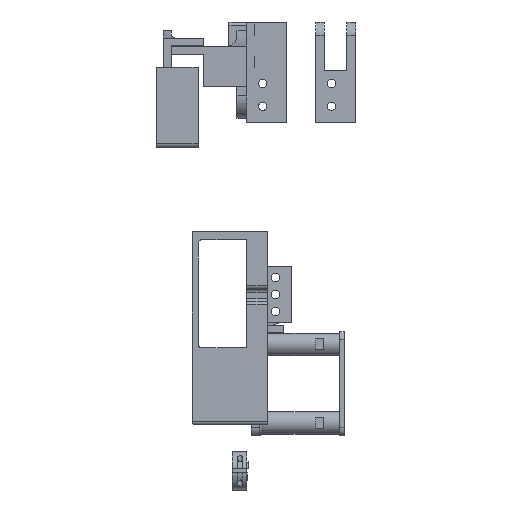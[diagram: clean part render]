
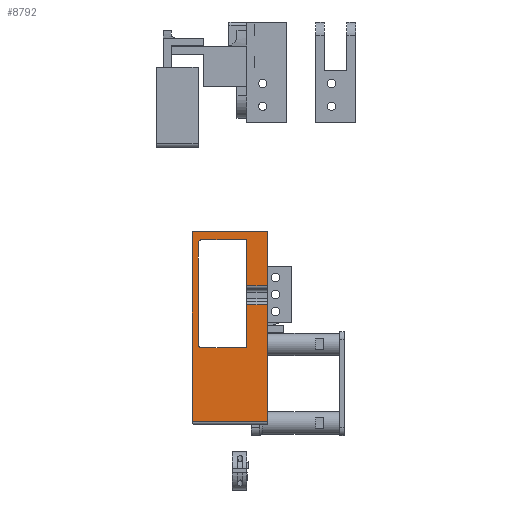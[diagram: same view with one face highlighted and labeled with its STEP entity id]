
A CAD part, left-side view. The second image highlights one B-rep face of the part: STEP entity #8792.
In plain terms, the highlighted planar face has unit normal (-1, 0, 0).
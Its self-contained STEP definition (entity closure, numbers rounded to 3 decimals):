
#387=PLANE('',#9441);
#679=FACE_OUTER_BOUND('',#1240,.T.);
#1240=EDGE_LOOP('',(#6590,#6591,#6592,#6593,#6594,#6595,#6596,#6597,#6598,
#6599,#6600,#6601,#6602,#6603));
#1960=LINE('',#13502,#2730);
#1964=LINE('',#13517,#2734);
#1981=LINE('',#13610,#2751);
#1983=LINE('',#13618,#2753);
#1984=LINE('',#13620,#2754);
#1985=LINE('',#13622,#2755);
#1986=LINE('',#13626,#2756);
#1987=LINE('',#13630,#2757);
#1988=LINE('',#13632,#2758);
#1989=LINE('',#13633,#2759);
#1990=LINE('',#13635,#2760);
#1991=LINE('',#13636,#2761);
#2730=VECTOR('',#10793,10.);
#2734=VECTOR('',#10805,10.);
#2751=VECTOR('',#10882,10.);
#2753=VECTOR('',#10892,10.);
#2754=VECTOR('',#10893,10.);
#2755=VECTOR('',#10894,10.);
#2756=VECTOR('',#10897,10.);
#2757=VECTOR('',#10900,10.);
#2758=VECTOR('',#10901,10.);
#2759=VECTOR('',#10902,10.);
#2760=VECTOR('',#10903,10.);
#2761=VECTOR('',#10904,10.);
#3452=CIRCLE('',#9442,2.);
#3453=CIRCLE('',#9443,2.);
#3991=VERTEX_POINT('',#13477);
#4002=VERTEX_POINT('',#13499);
#4003=VERTEX_POINT('',#13501);
#4010=VERTEX_POINT('',#13515);
#4056=VERTEX_POINT('',#13609);
#4058=VERTEX_POINT('',#13617);
#4059=VERTEX_POINT('',#13619);
#4060=VERTEX_POINT('',#13621);
#4061=VERTEX_POINT('',#13623);
#4062=VERTEX_POINT('',#13625);
#4063=VERTEX_POINT('',#13627);
#4064=VERTEX_POINT('',#13629);
#4065=VERTEX_POINT('',#13631);
#4066=VERTEX_POINT('',#13634);
#4953=EDGE_CURVE('',#4002,#4003,#1960,.T.);
#4961=EDGE_CURVE('',#4010,#3991,#1964,.T.);
#5007=EDGE_CURVE('',#3991,#4056,#1981,.T.);
#5011=EDGE_CURVE('',#4058,#4010,#1983,.T.);
#5012=EDGE_CURVE('',#4058,#4059,#1984,.T.);
#5013=EDGE_CURVE('',#4059,#4060,#1985,.T.);
#5014=EDGE_CURVE('',#4061,#4060,#3452,.T.);
#5015=EDGE_CURVE('',#4062,#4061,#1986,.T.);
#5016=EDGE_CURVE('',#4063,#4062,#3453,.T.);
#5017=EDGE_CURVE('',#4063,#4064,#1987,.T.);
#5018=EDGE_CURVE('',#4064,#4065,#1988,.T.);
#5019=EDGE_CURVE('',#4003,#4065,#1989,.T.);
#5020=EDGE_CURVE('',#4066,#4002,#1990,.T.);
#5021=EDGE_CURVE('',#4056,#4066,#1991,.T.);
#6590=ORIENTED_EDGE('',*,*,#5007,.F.);
#6591=ORIENTED_EDGE('',*,*,#4961,.F.);
#6592=ORIENTED_EDGE('',*,*,#5011,.F.);
#6593=ORIENTED_EDGE('',*,*,#5012,.T.);
#6594=ORIENTED_EDGE('',*,*,#5013,.T.);
#6595=ORIENTED_EDGE('',*,*,#5014,.F.);
#6596=ORIENTED_EDGE('',*,*,#5015,.F.);
#6597=ORIENTED_EDGE('',*,*,#5016,.F.);
#6598=ORIENTED_EDGE('',*,*,#5017,.T.);
#6599=ORIENTED_EDGE('',*,*,#5018,.T.);
#6600=ORIENTED_EDGE('',*,*,#5019,.F.);
#6601=ORIENTED_EDGE('',*,*,#4953,.F.);
#6602=ORIENTED_EDGE('',*,*,#5020,.F.);
#6603=ORIENTED_EDGE('',*,*,#5021,.F.);
#8792=ADVANCED_FACE('',(#679),#387,.T.);
#9441=AXIS2_PLACEMENT_3D('',#13616,#10890,#10891);
#9442=AXIS2_PLACEMENT_3D('',#13624,#10895,#10896);
#9443=AXIS2_PLACEMENT_3D('',#13628,#10898,#10899);
#10793=DIRECTION('',(0.,0.,-1.));
#10805=DIRECTION('',(0.,0.,-1.));
#10882=DIRECTION('',(0.,1.,0.));
#10890=DIRECTION('center_axis',(-1.,0.,0.));
#10891=DIRECTION('ref_axis',(0.,0.,1.));
#10892=DIRECTION('',(0.,-1.,0.));
#10893=DIRECTION('',(0.,0.,-1.));
#10894=DIRECTION('',(0.,1.,0.));
#10895=DIRECTION('center_axis',(-1.,0.,0.));
#10896=DIRECTION('ref_axis',(0.,0.707,-0.707));
#10897=DIRECTION('',(0.,0.,-1.));
#10898=DIRECTION('center_axis',(-1.,0.,0.));
#10899=DIRECTION('ref_axis',(0.,0.707,0.707));
#10900=DIRECTION('',(0.,-1.,0.));
#10901=DIRECTION('',(0.,0.,-1.));
#10902=DIRECTION('',(0.,1.,0.));
#10903=DIRECTION('',(0.,-1.,0.));
#10904=DIRECTION('',(0.,0.,1.));
#13477=CARTESIAN_POINT('',(165.,-13.,-219.2));
#13499=CARTESIAN_POINT('',(165.,-13.,-100.8));
#13501=CARTESIAN_POINT('',(165.,-13.,-134.55));
#13502=CARTESIAN_POINT('',(165.,-13.,-100.8));
#13515=CARTESIAN_POINT('',(165.,-13.,-146.55));
#13517=CARTESIAN_POINT('',(165.,-13.,-100.8));
#13609=CARTESIAN_POINT('',(165.,34.,-219.2));
#13610=CARTESIAN_POINT('',(165.,8.,-219.2));
#13616=CARTESIAN_POINT('Origin',(165.,-4.,-148.55));
#13617=CARTESIAN_POINT('',(165.,0.,-146.55));
#13618=CARTESIAN_POINT('',(165.,-6.,-146.55));
#13619=CARTESIAN_POINT('',(165.,0.,-173.3));
#13620=CARTESIAN_POINT('',(165.,0.,-100.8));
#13621=CARTESIAN_POINT('',(165.,28.,-173.3));
#13622=CARTESIAN_POINT('',(165.,20.,-173.3));
#13623=CARTESIAN_POINT('',(165.,30.,-171.3));
#13624=CARTESIAN_POINT('Origin',(165.,28.,-171.3));
#13625=CARTESIAN_POINT('',(165.,30.,-107.8));
#13626=CARTESIAN_POINT('',(165.,30.,-105.8));
#13627=CARTESIAN_POINT('',(165.,28.,-105.8));
#13628=CARTESIAN_POINT('Origin',(165.,28.,-107.8));
#13629=CARTESIAN_POINT('',(165.,0.,-105.8));
#13630=CARTESIAN_POINT('',(165.,34.,-105.8));
#13631=CARTESIAN_POINT('',(165.,0.,-134.55));
#13632=CARTESIAN_POINT('',(165.,0.,-100.8));
#13633=CARTESIAN_POINT('',(165.,-2.,-134.55));
#13634=CARTESIAN_POINT('',(165.,34.,-100.8));
#13635=CARTESIAN_POINT('',(165.,34.,-100.8));
#13636=CARTESIAN_POINT('',(165.,34.,-105.8));
